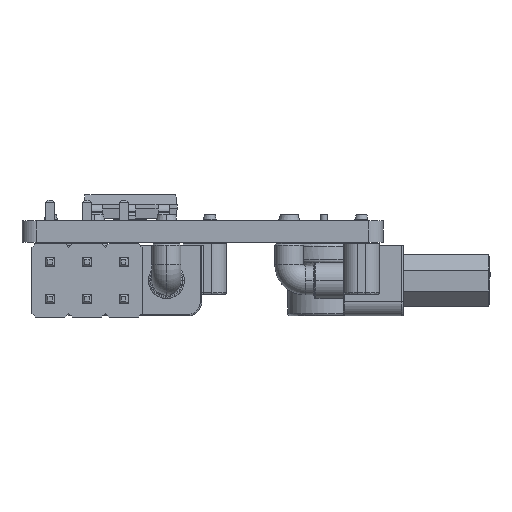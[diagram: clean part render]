
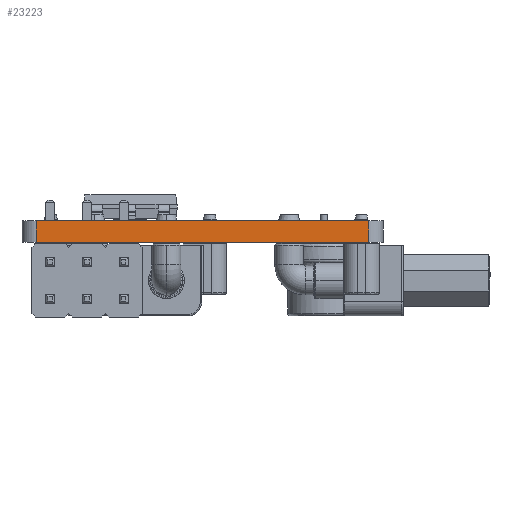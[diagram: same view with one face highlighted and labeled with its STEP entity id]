
A CAD part, left-side view. The second image highlights one B-rep face of the part: STEP entity #23223.
In plain terms, the highlighted planar face has unit normal (-1, 0, 0).
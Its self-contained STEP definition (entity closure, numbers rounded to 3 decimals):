
#22586 = VERTEX_POINT('',#22587);
#22587 = CARTESIAN_POINT('',(61.,-38.,0.));
#22594 = EDGE_CURVE('',#22595,#22586,#22597,.T.);
#22595 = VERTEX_POINT('',#22596);
#22596 = CARTESIAN_POINT('',(61.,-61.,0.));
#22597 = LINE('',#22598,#22599);
#22598 = CARTESIAN_POINT('',(61.,-61.,0.));
#22599 = VECTOR('',#22600,1.);
#22600 = DIRECTION('',(0.,1.,0.));
#22891 = VERTEX_POINT('',#22892);
#22892 = CARTESIAN_POINT('',(61.,-38.,1.51));
#22899 = EDGE_CURVE('',#22900,#22891,#22902,.T.);
#22900 = VERTEX_POINT('',#22901);
#22901 = CARTESIAN_POINT('',(61.,-61.,1.51));
#22902 = LINE('',#22903,#22904);
#22903 = CARTESIAN_POINT('',(61.,-61.,1.51));
#22904 = VECTOR('',#22905,1.);
#22905 = DIRECTION('',(0.,1.,0.));
#23193 = EDGE_CURVE('',#22586,#22891,#23194,.T.);
#23194 = LINE('',#23195,#23196);
#23195 = CARTESIAN_POINT('',(61.,-38.,0.));
#23196 = VECTOR('',#23197,1.);
#23197 = DIRECTION('',(0.,0.,1.));
#23223 = ADVANCED_FACE('',(#23224),#23235,.T.);
#23224 = FACE_BOUND('',#23225,.T.);
#23225 = EDGE_LOOP('',(#23226,#23232,#23233,#23234));
#23226 = ORIENTED_EDGE('',*,*,#23227,.T.);
#23227 = EDGE_CURVE('',#22595,#22900,#23228,.T.);
#23228 = LINE('',#23229,#23230);
#23229 = CARTESIAN_POINT('',(61.,-61.,0.));
#23230 = VECTOR('',#23231,1.);
#23231 = DIRECTION('',(0.,0.,1.));
#23232 = ORIENTED_EDGE('',*,*,#22899,.T.);
#23233 = ORIENTED_EDGE('',*,*,#23193,.F.);
#23234 = ORIENTED_EDGE('',*,*,#22594,.F.);
#23235 = PLANE('',#23236);
#23236 = AXIS2_PLACEMENT_3D('',#23237,#23238,#23239);
#23237 = CARTESIAN_POINT('',(61.,-61.,0.));
#23238 = DIRECTION('',(-1.,0.,0.));
#23239 = DIRECTION('',(0.,1.,0.));
